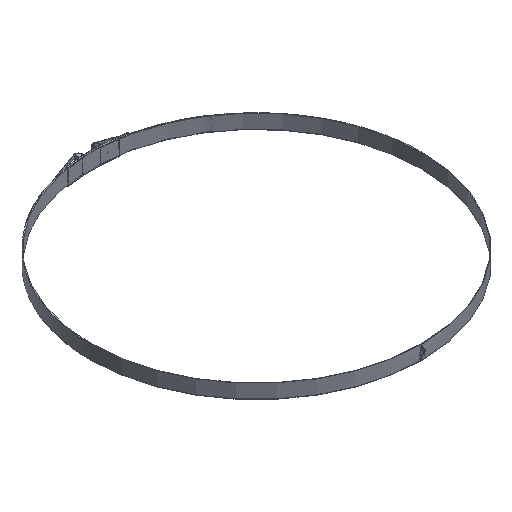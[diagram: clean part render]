
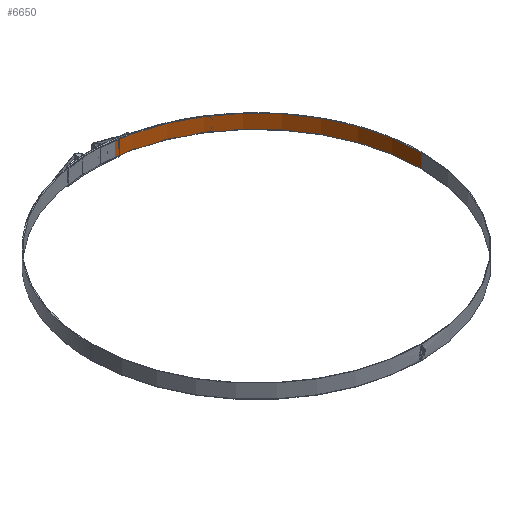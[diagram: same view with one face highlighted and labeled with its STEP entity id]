
A CAD part, isometric view. The second image highlights one B-rep face of the part: STEP entity #6650.
In plain terms, the highlighted cylindrical face has radius 226 mm (diameter 452 mm), a partial arc.
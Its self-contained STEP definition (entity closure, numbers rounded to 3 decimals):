
#26 = DIRECTION ( 'NONE',  ( -1., 0., 0. ) ) ;
#1045 = CARTESIAN_POINT ( 'NONE',  ( 226., 0., 9.65 ) ) ;
#1445 = CARTESIAN_POINT ( 'NONE',  ( 12.229, 225.669, 9.65 ) ) ;
#2107 = CARTESIAN_POINT ( 'NONE',  ( 0., 0., 9.65 ) ) ;
#2342 = VERTEX_POINT ( 'NONE', #9035 ) ;
#3152 = DIRECTION ( 'NONE',  ( 0., 0., -1. ) ) ;
#3334 = EDGE_LOOP ( 'NONE', ( #7788, #8959, #7632, #13804 ) ) ;
#3960 = LINE ( 'NONE', #10386, #10562 ) ;
#4121 = DIRECTION ( 'NONE',  ( 0., 0., -1. ) ) ;
#4257 = VERTEX_POINT ( 'NONE', #1445 ) ;
#4389 = CYLINDRICAL_SURFACE ( 'NONE', #13843, 226. ) ;
#4456 = DIRECTION ( 'NONE',  ( 0., 0., -1. ) ) ;
#4467 = VERTEX_POINT ( 'NONE', #1045 ) ;
#4971 = DIRECTION ( 'NONE',  ( 0., 0., -1. ) ) ;
#5458 = CIRCLE ( 'NONE', #6138, 226. ) ;
#6138 = AXIS2_PLACEMENT_3D ( 'NONE', #12911, #7156, #9494 ) ;
#6456 = LINE ( 'NONE', #14120, #7099 ) ;
#6650 = ADVANCED_FACE ( 'NONE', ( #7848 ), #4389, .F. ) ;
#6788 = CARTESIAN_POINT ( 'NONE',  ( 226., 0., -9.65 ) ) ;
#7099 = VECTOR ( 'NONE', #4121, 1000. ) ;
#7156 = DIRECTION ( 'NONE',  ( 0., 0., -1. ) ) ;
#7244 = EDGE_CURVE ( 'NONE', #4467, #11671, #6456, .T. ) ;
#7632 = ORIENTED_EDGE ( 'NONE', *, *, #12105, .T. ) ;
#7788 = ORIENTED_EDGE ( 'NONE', *, *, #7244, .F. ) ;
#7848 = FACE_OUTER_BOUND ( 'NONE', #3334, .T. ) ;
#8260 = EDGE_CURVE ( 'NONE', #4257, #4467, #12933, .T. ) ;
#8517 = AXIS2_PLACEMENT_3D ( 'NONE', #2107, #3152, #26 ) ;
#8959 = ORIENTED_EDGE ( 'NONE', *, *, #8260, .F. ) ;
#9035 = CARTESIAN_POINT ( 'NONE',  ( 12.229, 225.669, -9.65 ) ) ;
#9494 = DIRECTION ( 'NONE',  ( -1., 0., 0. ) ) ;
#10386 = CARTESIAN_POINT ( 'NONE',  ( 12.229, 225.669, 9.65 ) ) ;
#10562 = VECTOR ( 'NONE', #4971, 1000. ) ;
#11671 = VERTEX_POINT ( 'NONE', #6788 ) ;
#12105 = EDGE_CURVE ( 'NONE', #4257, #2342, #3960, .T. ) ;
#12452 = EDGE_CURVE ( 'NONE', #2342, #11671, #5458, .T. ) ;
#12911 = CARTESIAN_POINT ( 'NONE',  ( 0., 0., -9.65 ) ) ;
#12933 = CIRCLE ( 'NONE', #8517, 226. ) ;
#13078 = DIRECTION ( 'NONE',  ( -1., 0., 0. ) ) ;
#13285 = CARTESIAN_POINT ( 'NONE',  ( 0., 0., 9.65 ) ) ;
#13804 = ORIENTED_EDGE ( 'NONE', *, *, #12452, .T. ) ;
#13843 = AXIS2_PLACEMENT_3D ( 'NONE', #13285, #4456, #13078 ) ;
#14120 = CARTESIAN_POINT ( 'NONE',  ( 226., 0., 9.65 ) ) ;
